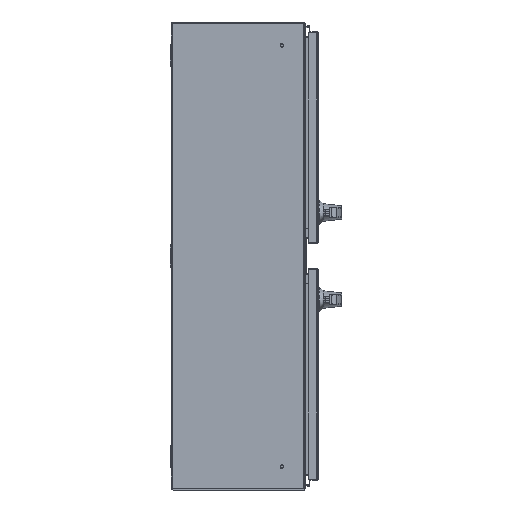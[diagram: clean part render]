
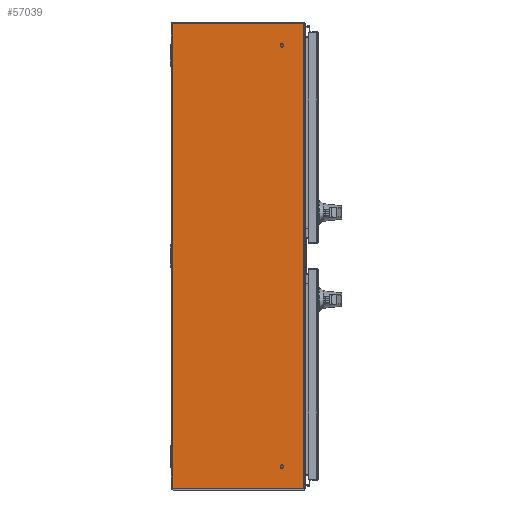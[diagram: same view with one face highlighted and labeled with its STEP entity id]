
A CAD part, front view. The second image highlights one B-rep face of the part: STEP entity #57039.
In plain terms, the highlighted face is planar.
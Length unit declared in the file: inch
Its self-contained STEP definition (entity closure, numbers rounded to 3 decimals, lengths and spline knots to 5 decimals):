
#2762 = DIRECTION ( 'NONE',  ( 0., 0., -1. ) ) ;
#3764 = CARTESIAN_POINT ( 'NONE',  ( 20.905, -11.762, -21. ) ) ;
#4299 = CARTESIAN_POINT ( 'NONE',  ( 20.905, -11.905, -21. ) ) ;
#5708 = LINE ( 'NONE', #3764, #109846 ) ;
#15458 = CARTESIAN_POINT ( 'NONE',  ( 20.905, 0., -21. ) ) ;
#16907 = DIRECTION ( 'NONE',  ( -1., 0., 0. ) ) ;
#17447 = DIRECTION ( 'NONE',  ( 0., -1., 0. ) ) ;
#21134 = ORIENTED_EDGE ( 'NONE', *, *, #46796, .T. ) ;
#37158 = VECTOR ( 'NONE', #57825, 39.37008 ) ;
#39080 = LINE ( 'NONE', #94686, #37158 ) ;
#42916 = VERTEX_POINT ( 'NONE', #135590 ) ;
#46189 = EDGE_CURVE ( 'NONE', #92141, #42916, #60685, .T. ) ;
#46796 = EDGE_CURVE ( 'NONE', #42916, #85694, #75819, .T. ) ;
#57039 = ADVANCED_FACE ( 'NONE', ( #121111 ), #127475, .T. ) ;
#57825 = DIRECTION ( 'NONE',  ( 0., 1., 0. ) ) ;
#58051 = ORIENTED_EDGE ( 'NONE', *, *, #157256, .T. ) ;
#60685 = LINE ( 'NONE', #15458, #90201 ) ;
#66206 = EDGE_LOOP ( 'NONE', ( #58051, #150093, #21134, #124133 ) ) ;
#75819 = LINE ( 'NONE', #4299, #162570 ) ;
#78731 = CARTESIAN_POINT ( 'NONE',  ( 20.905, -11.762, -21. ) ) ;
#83833 = AXIS2_PLACEMENT_3D ( 'NONE', #103828, #2762, #141265 ) ;
#85694 = VERTEX_POINT ( 'NONE', #78731 ) ;
#90201 = VECTOR ( 'NONE', #139137, 39.37008 ) ;
#92141 = VERTEX_POINT ( 'NONE', #152304 ) ;
#94686 = CARTESIAN_POINT ( 'NONE',  ( -20.905, -11.905, -21. ) ) ;
#101113 = EDGE_CURVE ( 'NONE', #85694, #124881, #5708, .T. ) ;
#103828 = CARTESIAN_POINT ( 'NONE',  ( 20.905, -11.905, -21. ) ) ;
#109846 = VECTOR ( 'NONE', #16907, 39.37008 ) ;
#121111 = FACE_OUTER_BOUND ( 'NONE', #66206, .T. ) ;
#124133 = ORIENTED_EDGE ( 'NONE', *, *, #101113, .T. ) ;
#124881 = VERTEX_POINT ( 'NONE', #151011 ) ;
#127475 = PLANE ( 'NONE',  #83833 ) ;
#135590 = CARTESIAN_POINT ( 'NONE',  ( 20.905, 0., -21. ) ) ;
#139137 = DIRECTION ( 'NONE',  ( 1., 0., 0. ) ) ;
#141265 = DIRECTION ( 'NONE',  ( -1., 0., 0. ) ) ;
#150093 = ORIENTED_EDGE ( 'NONE', *, *, #46189, .T. ) ;
#151011 = CARTESIAN_POINT ( 'NONE',  ( -20.905, -11.762, -21. ) ) ;
#152304 = CARTESIAN_POINT ( 'NONE',  ( -20.905, 0., -21. ) ) ;
#157256 = EDGE_CURVE ( 'NONE', #124881, #92141, #39080, .T. ) ;
#162570 = VECTOR ( 'NONE', #17447, 39.37008 ) ;
